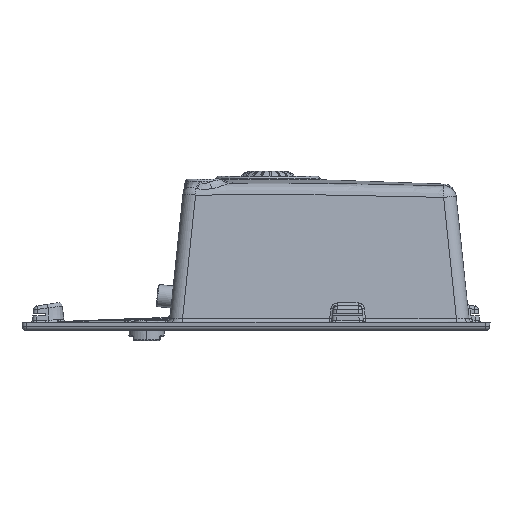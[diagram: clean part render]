
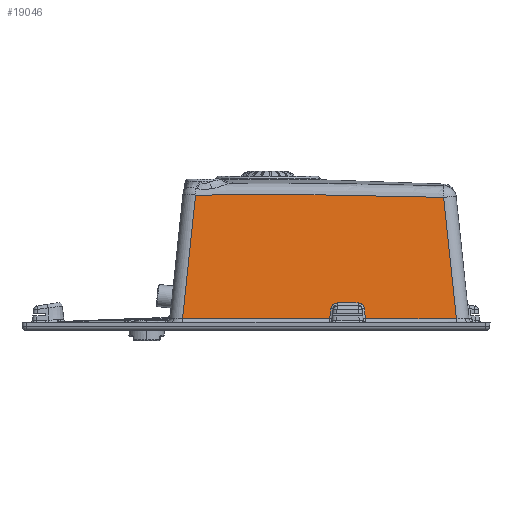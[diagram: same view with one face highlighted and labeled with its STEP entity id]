
A CAD part, front view. The second image highlights one B-rep face of the part: STEP entity #19046.
In plain terms, the highlighted planar face has unit normal (0, -0.995, 0.104).
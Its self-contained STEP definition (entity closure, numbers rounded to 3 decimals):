
#1398 =( BOUNDED_CURVE ( )  B_SPLINE_CURVE ( 3, ( #4906, #18376, #38696, #28648 ),
 .UNSPECIFIED., .F., .T. ) 
 B_SPLINE_CURVE_WITH_KNOTS ( ( 4, 4 ),
 ( 0.061, 1.529 ),
 .UNSPECIFIED. ) 
 CURVE ( )  GEOMETRIC_REPRESENTATION_ITEM ( )  RATIONAL_B_SPLINE_CURVE ( ( 1., 0.828, 0.828, 1. ) ) 
 REPRESENTATION_ITEM ( '' )  );
#1405 = CARTESIAN_POINT ( 'NONE',  ( 102.282, -216.442, 34.381 ) ) ;
#1481 = AXIS2_PLACEMENT_3D ( 'NONE', #26177, #5990, #29713 ) ;
#2338 = DIRECTION ( 'NONE',  ( -1., 0., 0. ) ) ;
#2548 = ORIENTED_EDGE ( 'NONE', *, *, #28726, .F. ) ;
#2727 = ORIENTED_EDGE ( 'NONE', *, *, #14793, .F. ) ;
#3860 = CARTESIAN_POINT ( 'NONE',  ( 133.008, -216.442, 34.381 ) ) ;
#3985 = EDGE_CURVE ( 'NONE', #26722, #28465, #19394, .T. ) ;
#4518 = DIRECTION ( 'NONE',  ( -0.104, -0.104, -0.989 ) ) ;
#4906 = CARTESIAN_POINT ( 'NONE',  ( 102.282, -216.442, 34.381 ) ) ;
#5769 = CARTESIAN_POINT ( 'NONE',  ( 15., -202.063, 171.183 ) ) ;
#5931 = VERTEX_POINT ( 'NONE', #32159 ) ;
#5990 = DIRECTION ( 'NONE',  ( 0., 0.995, -0.105 ) ) ;
#6062 = VERTEX_POINT ( 'NONE', #18155 ) ;
#6674 = VECTOR ( 'NONE', #36092, 1000. ) ;
#8491 = VECTOR ( 'NONE', #19522, 1000. ) ;
#9078 = CARTESIAN_POINT ( 'NONE',  ( -50.166, -202.1, 170.828 ) ) ;
#9226 = CARTESIAN_POINT ( 'NONE',  ( 54.101, -202.078, 171.04 ) ) ;
#9851 = ORIENTED_EDGE ( 'NONE', *, *, #34683, .F. ) ;
#10663 = LINE ( 'NONE', #16838, #19593 ) ;
#11074 = EDGE_CURVE ( 'NONE', #36619, #24954, #23963, .T. ) ;
#11591 = ORIENTED_EDGE ( 'NONE', *, *, #37403, .F. ) ;
#11878 = LINE ( 'NONE', #14074, #29904 ) ;
#12580 = CARTESIAN_POINT ( 'NONE',  ( 106.233, -202.137, 170.478 ) ) ;
#13351 = CARTESIAN_POINT ( 'NONE',  ( 92.977, -218.533, 14.477 ) ) ;
#14074 = CARTESIAN_POINT ( 'NONE',  ( 254.097, -220.01, 0.432 ) ) ;
#14217 = CARTESIAN_POINT ( 'NONE',  ( 136.687, -217.218, 26.994 ) ) ;
#14793 = EDGE_CURVE ( 'NONE', #34856, #26722, #1398, .T. ) ;
#15734 = CARTESIAN_POINT ( 'NONE',  ( -90.206, -216.119, 37.451 ) ) ;
#15943 = CARTESIAN_POINT ( 'NONE',  ( 184.416, -202.303, 168.902 ) ) ;
#15956 = ORIENTED_EDGE ( 'NONE', *, *, #43269, .F. ) ;
#16770 = CARTESIAN_POINT ( 'NONE',  ( 136.687, -217.218, 26.994 ) ) ;
#16838 = CARTESIAN_POINT ( 'NONE',  ( -93.092, -218.533, 14.477 ) ) ;
#17139 = DIRECTION ( 'NONE',  ( -1., 0., 0. ) ) ;
#17442 = LINE ( 'NONE', #29806, #8491 ) ;
#17872 = VERTEX_POINT ( 'NONE', #36273 ) ;
#18155 = CARTESIAN_POINT ( 'NONE',  ( -76.23, -202.143, 170.426 ) ) ;
#18346 = VECTOR ( 'NONE', #4518, 1000. ) ;
#18376 = CARTESIAN_POINT ( 'NONE',  ( 97.971, -216.442, 34.381 ) ) ;
#19046 = ADVANCED_FACE ( 'NONE', ( #30575 ), #26310, .F. ) ;
#19358 = CARTESIAN_POINT ( 'NONE',  ( 236.532, -202.444, 167.555 ) ) ;
#19394 = LINE ( 'NONE', #21372, #18346 ) ;
#19502 = CARTESIAN_POINT ( 'NONE',  ( -93.092, -218.533, 14.477 ) ) ;
#19522 = DIRECTION ( 'NONE',  ( -0.104, 0.104, 0.989 ) ) ;
#19593 = VECTOR ( 'NONE', #17139, 1000. ) ;
#19670 = CARTESIAN_POINT ( 'NONE',  ( 128.697, -216.442, 34.381 ) ) ;
#19891 = ORIENTED_EDGE ( 'NONE', *, *, #23418, .F. ) ;
#21372 = CARTESIAN_POINT ( 'NONE',  ( 93.385, -218.125, 18.366 ) ) ;
#22921 = DIRECTION ( 'NONE',  ( -1., 0., 0. ) ) ;
#23418 = EDGE_CURVE ( 'NONE', #36953, #6062, #39547, .T. ) ;
#23963 =( BOUNDED_CURVE ( )  B_SPLINE_CURVE ( 3, ( #14217, #24313, #3860, #37966 ),
 .UNSPECIFIED., .F., .F. ) 
 B_SPLINE_CURVE_WITH_KNOTS ( ( 4, 4 ),
 ( 1.613, 3.08 ),
 .UNSPECIFIED. ) 
 CURVE ( )  GEOMETRIC_REPRESENTATION_ITEM ( )  RATIONAL_B_SPLINE_CURVE ( ( 1., 0.828, 0.828, 1. ) ) 
 REPRESENTATION_ITEM ( '' )  );
#24313 = CARTESIAN_POINT ( 'NONE',  ( 136.223, -216.754, 31.409 ) ) ;
#24954 = VERTEX_POINT ( 'NONE', #19670 ) ;
#26091 = CARTESIAN_POINT ( 'NONE',  ( -24.1, -202.073, 171.088 ) ) ;
#26177 = CARTESIAN_POINT ( 'NONE',  ( 260., -219.945, 1.045 ) ) ;
#26310 = PLANE ( 'NONE',  #1481 ) ;
#26722 = VERTEX_POINT ( 'NONE', #42498 ) ;
#28349 = VERTEX_POINT ( 'NONE', #43194 ) ;
#28465 = VERTEX_POINT ( 'NONE', #13351 ) ;
#28648 = CARTESIAN_POINT ( 'NONE',  ( 94.292, -217.218, 26.994 ) ) ;
#28726 = EDGE_CURVE ( 'NONE', #5931, #36619, #17442, .T. ) ;
#29015 = EDGE_LOOP ( 'NONE', ( #9851, #15956, #39288, #19891, #40077, #34469, #2727, #11591, #31621, #2548 ) ) ;
#29063 = VECTOR ( 'NONE', #22921, 1000. ) ;
#29489 = CARTESIAN_POINT ( 'NONE',  ( 28.034, -202.065, 171.167 ) ) ;
#29502 = CARTESIAN_POINT ( 'NONE',  ( 102.32, -216.442, 34.381 ) ) ;
#29713 = DIRECTION ( 'NONE',  ( -1., 0., 0. ) ) ;
#29806 = CARTESIAN_POINT ( 'NONE',  ( 140.718, -221.249, -11.355 ) ) ;
#29904 = VECTOR ( 'NONE', #37818, 1000. ) ;
#30115 = CARTESIAN_POINT ( 'NONE',  ( -92.621, -218.533, 14.477 ) ) ;
#30575 = FACE_OUTER_BOUND ( 'NONE', #29015, .T. ) ;
#30618 = VECTOR ( 'NONE', #2338, 1000. ) ;
#31621 = ORIENTED_EDGE ( 'NONE', *, *, #11074, .F. ) ;
#32159 = CARTESIAN_POINT ( 'NONE',  ( 138.002, -218.533, 14.477 ) ) ;
#32885 = CARTESIAN_POINT ( 'NONE',  ( 67.134, -202.09, 170.93 ) ) ;
#34469 = ORIENTED_EDGE ( 'NONE', *, *, #3985, .F. ) ;
#34683 = EDGE_CURVE ( 'NONE', #28349, #5931, #10663, .T. ) ;
#34856 = VERTEX_POINT ( 'NONE', #1405 ) ;
#36063 = EDGE_CURVE ( 'NONE', #6062, #17872, #40452, .T. ) ;
#36092 = DIRECTION ( 'NONE',  ( 0.104, 0.104, 0.989 ) ) ;
#36151 = CARTESIAN_POINT ( 'NONE',  ( -76.23, -202.143, 170.426 ) ) ;
#36273 = CARTESIAN_POINT ( 'NONE',  ( 236.532, -202.444, 167.555 ) ) ;
#36287 = CARTESIAN_POINT ( 'NONE',  ( 132.295, -202.186, 170.015 ) ) ;
#36619 = VERTEX_POINT ( 'NONE', #16770 ) ;
#36953 = VERTEX_POINT ( 'NONE', #30115 ) ;
#37145 = EDGE_CURVE ( 'NONE', #28465, #36953, #38079, .T. ) ;
#37403 = EDGE_CURVE ( 'NONE', #24954, #34856, #39653, .T. ) ;
#37818 = DIRECTION ( 'NONE',  ( 0.104, -0.104, -0.989 ) ) ;
#37966 = CARTESIAN_POINT ( 'NONE',  ( 128.697, -216.442, 34.381 ) ) ;
#38079 = LINE ( 'NONE', #19502, #29063 ) ;
#38696 = CARTESIAN_POINT ( 'NONE',  ( 94.756, -216.754, 31.409 ) ) ;
#39288 = ORIENTED_EDGE ( 'NONE', *, *, #36063, .F. ) ;
#39547 = LINE ( 'NONE', #15734, #6674 ) ;
#39653 = LINE ( 'NONE', #29502, #30618 ) ;
#39710 = CARTESIAN_POINT ( 'NONE',  ( 210.474, -202.371, 168.253 ) ) ;
#40077 = ORIENTED_EDGE ( 'NONE', *, *, #37145, .F. ) ;
#40452 = B_SPLINE_CURVE_WITH_KNOTS ( 'NONE', 3,
 ( #36151, #9078, #26091, #5769, #29489, #9226, #32885, #12580, #36287, #15943, #39710, #19358 ),
 .UNSPECIFIED., .F., .F.,
 ( 4, 2, 2, 2, 2, 4 ),
 ( 0., 0.078, 0.117, 0.156, 0.235, 0.313 ),
 .UNSPECIFIED. ) ;
#42498 = CARTESIAN_POINT ( 'NONE',  ( 94.292, -217.218, 26.994 ) ) ;
#43194 = CARTESIAN_POINT ( 'NONE',  ( 252.621, -218.533, 14.477 ) ) ;
#43269 = EDGE_CURVE ( 'NONE', #17872, #28349, #11878, .T. ) ;
